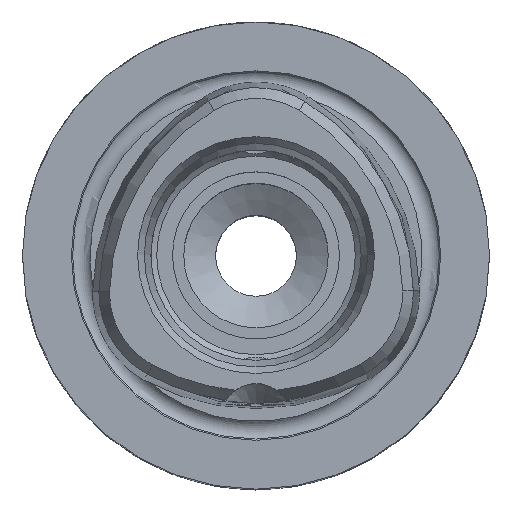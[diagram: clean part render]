
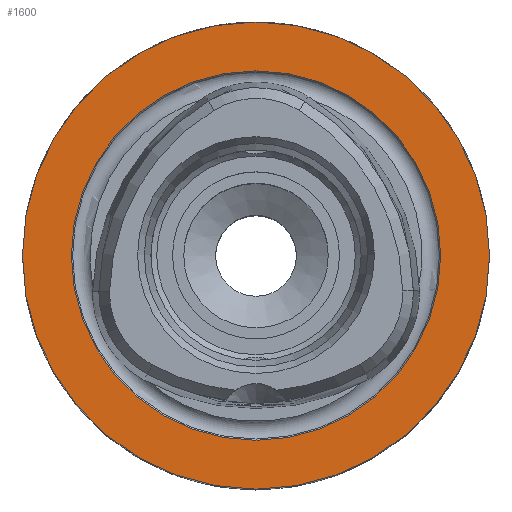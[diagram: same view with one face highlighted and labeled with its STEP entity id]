
A CAD part, top view. The second image highlights one B-rep face of the part: STEP entity #1600.
In plain terms, the highlighted planar face has unit normal (0, 0, 1).
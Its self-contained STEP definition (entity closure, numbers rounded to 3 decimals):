
#118=FACE_BOUND('',#339,.T.);
#144=PLANE('',#1835);
#234=FACE_OUTER_BOUND('',#338,.T.);
#338=EDGE_LOOP('',(#1479));
#339=EDGE_LOOP('',(#1480));
#557=CIRCLE('',#1745,20.);
#593=CIRCLE('',#1831,15.814);
#697=VERTEX_POINT('',#2965);
#757=VERTEX_POINT('',#3317);
#902=EDGE_CURVE('',#697,#697,#557,.T.);
#998=EDGE_CURVE('',#757,#757,#593,.T.);
#1479=ORIENTED_EDGE('',*,*,#902,.T.);
#1480=ORIENTED_EDGE('',*,*,#998,.T.);
#1600=ADVANCED_FACE('',(#234,#118),#144,.T.);
#1745=AXIS2_PLACEMENT_3D('',#2967,#2116,#2117);
#1831=AXIS2_PLACEMENT_3D('',#3319,#2326,#2327);
#1835=AXIS2_PLACEMENT_3D('',#3323,#2334,#2335);
#2116=DIRECTION('center_axis',(0.,0.,1.));
#2117=DIRECTION('ref_axis',(1.,0.,0.));
#2326=DIRECTION('center_axis',(0.,0.,-1.));
#2327=DIRECTION('ref_axis',(0.,1.,0.));
#2334=DIRECTION('center_axis',(0.,0.,1.));
#2335=DIRECTION('ref_axis',(1.,0.,0.));
#2965=CARTESIAN_POINT('',(-20.,0.,-2.5));
#2967=CARTESIAN_POINT('Origin',(0.,0.,-2.5));
#3317=CARTESIAN_POINT('',(0.,-15.814,-2.5));
#3319=CARTESIAN_POINT('Origin',(0.,0.,-2.5));
#3323=CARTESIAN_POINT('Origin',(0.,0.,-2.5));
